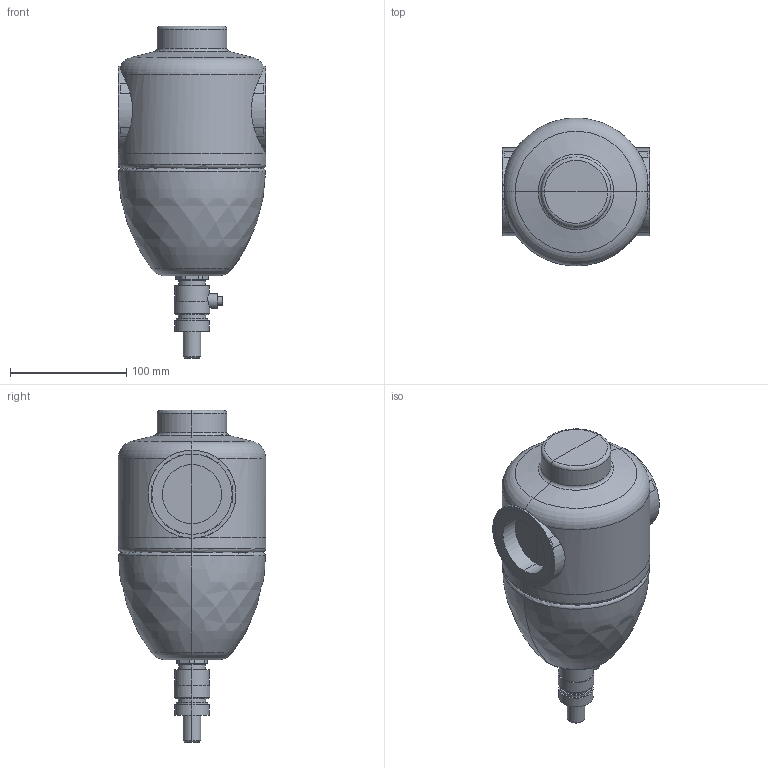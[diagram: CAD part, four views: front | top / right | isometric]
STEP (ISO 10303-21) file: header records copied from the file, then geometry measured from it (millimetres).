
FILE_DESCRIPTION(/* description */ (''),/* implementation_level */ '2;1');
FILE_NAME(/* name */ '546319 (STP).stp',/* time_stamp */ '2016-10-21T16:59:27+02:00',/* author */ ('UFFTEC'),/* organization */ (''),/* preprocessor_version */ 'ST-DEVELOPER v15.2',/* originating_system */ 'Autodesk Inventor 2014',/* authorisation */ '');
FILE_SCHEMA (('AUTOMOTIVE_DESIGN { 1 0 10303 214 3 1 1 }'));
Length unit declared in the file: millimetre
Products named in the file (6): Parte3; Parte5; Parte7; Parte9; Parte11; Assieme1
Bounding box: 127 x 126.99 x 285.35 mm (x, y, z)
Volume: 3164950.4 mm3; surface area: 208120.3 mm2
Topology: 6 solids, 6 shells, 217 faces, 517 edges, 312 vertices
Faces by surface type: plane 82, cylinder 78, torus 26, cone 25, bspline 6
Entity records: 7164 total; most frequent: CARTESIAN_POINT 2338, ORIENTED_EDGE 1034, DIRECTION 939, EDGE_CURVE 517, AXIS2_PLACEMENT_3D 375, VERTEX_POINT 312, FACE_OUTER_BOUND 217, EDGE_LOOP 217
